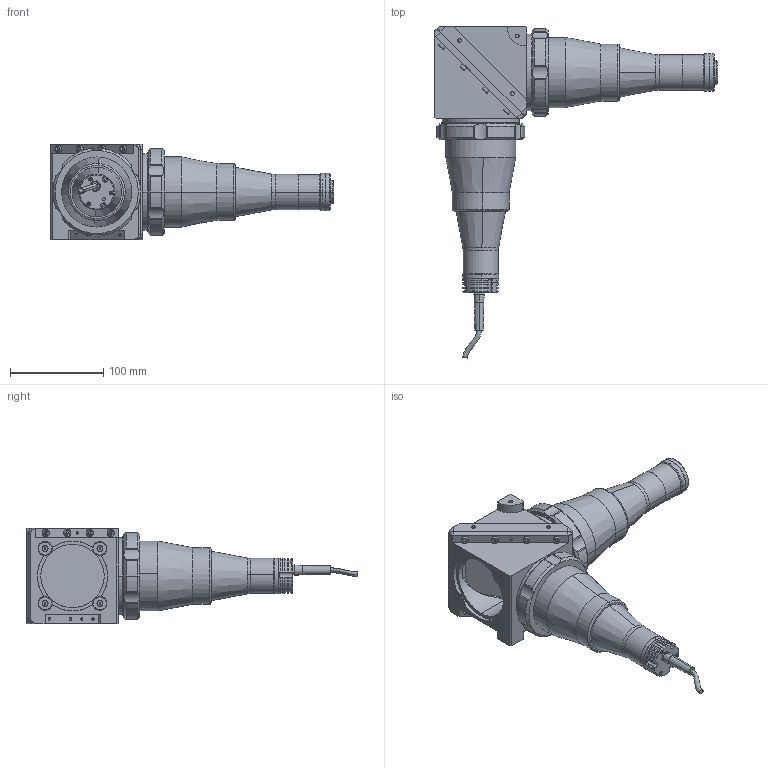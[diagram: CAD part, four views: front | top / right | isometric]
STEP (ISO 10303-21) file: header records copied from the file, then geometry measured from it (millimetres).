
FILE_DESCRIPTION (( 'STEP AP203' ), '1' );
FILE_NAME ('DP71658-C_TCCXQ018-W.step', '2021-11-25T14:43:53', ( '' ), ( '' ), 'SwSTEP 2.0', 'SolidWorks 2021', '' );
FILE_SCHEMA (( 'CONFIG_CONTROL_DESIGN' ));
Length unit declared in the file: millimetre
Products named in the file (1): DP71658-C_TCCXQ018-W
Bounding box: 303.51 x 355.43 x 102 mm (x, y, z)
Surface area: 187891.4 mm2 (no closed solid volume)
Topology: 0 solids, 72 shells, 583 faces, 1803 edges, 1254 vertices
Faces by surface type: cylinder 257, plane 172, cone 121, bspline 17, torus 16
Entity records: 23372 total; most frequent: CARTESIAN_POINT 7334, DIRECTION 3489, ORIENTED_EDGE 2925, EDGE_CURVE 1771, AXIS2_PLACEMENT_3D 1339, VERTEX_POINT 1254, LINE 811, VECTOR 811
